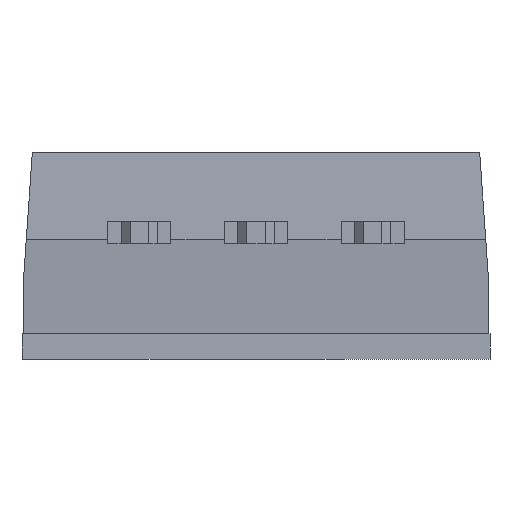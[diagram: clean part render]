
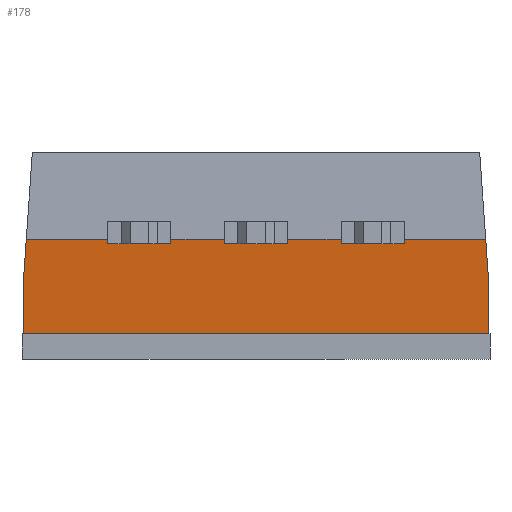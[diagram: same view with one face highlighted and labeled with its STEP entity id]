
A CAD part, front view. The second image highlights one B-rep face of the part: STEP entity #178.
In plain terms, the highlighted planar face has unit normal (0, -0.996, -0.087).
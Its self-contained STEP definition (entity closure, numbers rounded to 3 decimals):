
#178=ADVANCED_FACE('',(#359),#360,.T.);
#359=FACE_OUTER_BOUND('',#537,.T.);
#360=PLANE('',#538);
#537=EDGE_LOOP('',(#1026,#1027,#1028,#1029,#1030,#1031,#1032,#1033,#1034,#1035,#1036,#1037,#1038,#1039,#1040,#1041,#1042,#1043));
#538=AXIS2_PLACEMENT_3D('',#1044,#1045,#1046);
#1026=ORIENTED_EDGE('',*,*,#1124,.T.);
#1027=ORIENTED_EDGE('',*,*,#1169,.F.);
#1028=ORIENTED_EDGE('',*,*,#1184,.T.);
#1029=ORIENTED_EDGE('',*,*,#1171,.T.);
#1030=ORIENTED_EDGE('',*,*,#1188,.T.);
#1031=ORIENTED_EDGE('',*,*,#1165,.F.);
#1032=ORIENTED_EDGE('',*,*,#1238,.T.);
#1033=ORIENTED_EDGE('',*,*,#1224,.T.);
#1034=ORIENTED_EDGE('',*,*,#1219,.T.);
#1035=ORIENTED_EDGE('',*,*,#1161,.F.);
#1036=ORIENTED_EDGE('',*,*,#1297,.F.);
#1037=ORIENTED_EDGE('',*,*,#1292,.F.);
#1038=ORIENTED_EDGE('',*,*,#1273,.T.);
#1039=ORIENTED_EDGE('',*,*,#1298,.T.);
#1040=ORIENTED_EDGE('',*,*,#1299,.F.);
#1041=ORIENTED_EDGE('',*,*,#1157,.F.);
#1042=ORIENTED_EDGE('',*,*,#1119,.T.);
#1043=ORIENTED_EDGE('',*,*,#1106,.T.);
#1044=CARTESIAN_POINT('',(-5.0,3.512,1.34));
#1045=DIRECTION('',(0.,-0.996,-0.087));
#1046=DIRECTION('',(0.,0.087,-0.996));
#1106=EDGE_CURVE('',#1325,#1326,#1327,.T.);
#1119=EDGE_CURVE('',#1350,#1325,#1351,.T.);
#1124=EDGE_CURVE('',#1326,#1358,#1359,.T.);
#1157=EDGE_CURVE('',#1350,#1402,#1403,.T.);
#1161=EDGE_CURVE('',#1408,#1410,#1411,.T.);
#1165=EDGE_CURVE('',#1416,#1418,#1419,.T.);
#1169=EDGE_CURVE('',#1424,#1358,#1426,.T.);
#1171=EDGE_CURVE('',#1428,#1429,#1430,.T.);
#1184=EDGE_CURVE('',#1424,#1428,#1453,.T.);
#1188=EDGE_CURVE('',#1429,#1418,#1458,.T.);
#1219=EDGE_CURVE('',#1498,#1410,#1499,.T.);
#1224=EDGE_CURVE('',#1506,#1498,#1507,.T.);
#1238=EDGE_CURVE('',#1416,#1506,#1531,.T.);
#1273=EDGE_CURVE('',#1580,#1577,#1581,.T.);
#1292=EDGE_CURVE('',#1580,#1605,#1606,.T.);
#1297=EDGE_CURVE('',#1605,#1408,#1613,.T.);
#1298=EDGE_CURVE('',#1577,#1614,#1615,.T.);
#1299=EDGE_CURVE('',#1402,#1614,#1616,.T.);
#1325=VERTEX_POINT('',#1648);
#1326=VERTEX_POINT('',#1649);
#1327=LINE('',#1650,#1651);
#1350=VERTEX_POINT('',#1685);
#1351=LINE('',#1686,#1687);
#1358=VERTEX_POINT('',#1697);
#1359=LINE('',#1698,#1699);
#1402=VERTEX_POINT('',#1763);
#1403=LINE('',#1764,#1765);
#1408=VERTEX_POINT('',#1772);
#1410=VERTEX_POINT('',#1775);
#1411=LINE('',#1776,#1777);
#1416=VERTEX_POINT('',#1784);
#1418=VERTEX_POINT('',#1787);
#1419=LINE('',#1788,#1789);
#1424=VERTEX_POINT('',#1796);
#1426=LINE('',#1799,#1800);
#1428=VERTEX_POINT('',#1802);
#1429=VERTEX_POINT('',#1803);
#1430=LINE('',#1804,#1805);
#1453=LINE('',#1839,#1840);
#1458=LINE('',#1847,#1848);
#1498=VERTEX_POINT('',#1907);
#1499=LINE('',#1908,#1909);
#1506=VERTEX_POINT('',#1919);
#1507=LINE('',#1920,#1921);
#1531=LINE('',#1957,#1958);
#1577=VERTEX_POINT('',#2025);
#1580=VERTEX_POINT('',#2029);
#1581=LINE('',#2030,#2031);
#1605=VERTEX_POINT('',#2065);
#1606=LINE('',#2066,#2067);
#1613=LINE('',#2077,#2078);
#1614=VERTEX_POINT('',#2079);
#1615=LINE('',#2080,#2081);
#1616=LINE('',#2082,#2083);
#1648=CARTESIAN_POINT('',(3.19,3.412,2.48));
#1649=CARTESIAN_POINT('',(1.83,3.412,2.48));
#1650=CARTESIAN_POINT('',(-1.245,3.412,2.48));
#1651=VECTOR('',#2120,1.0);
#1685=CARTESIAN_POINT('',(3.19,3.403,2.58));
#1686=CARTESIAN_POINT('',(3.19,3.456,1.973));
#1687=VECTOR('',#2132,1.0);
#1697=CARTESIAN_POINT('',(1.83,3.403,2.58));
#1698=CARTESIAN_POINT('',(1.83,3.456,1.973));
#1699=VECTOR('',#2136,1.0);
#1763=CARTESIAN_POINT('',(4.938,3.403,2.58));
#1764=CARTESIAN_POINT('',(-5.0,3.403,2.58));
#1765=VECTOR('',#2158,1.0);
#1772=CARTESIAN_POINT('',(-4.938,3.403,2.58));
#1775=CARTESIAN_POINT('',(-3.19,3.403,2.58));
#1776=CARTESIAN_POINT('',(-5.0,3.403,2.58));
#1777=VECTOR('',#2162,1.0);
#1784=CARTESIAN_POINT('',(-1.83,3.403,2.58));
#1787=CARTESIAN_POINT('',(-0.68,3.403,2.58));
#1788=CARTESIAN_POINT('',(-5.0,3.403,2.58));
#1789=VECTOR('',#2166,1.0);
#1796=CARTESIAN_POINT('',(0.68,3.403,2.58));
#1799=CARTESIAN_POINT('',(-5.0,3.403,2.58));
#1800=VECTOR('',#2170,1.0);
#1802=CARTESIAN_POINT('',(0.68,3.412,2.48));
#1803=CARTESIAN_POINT('',(-0.68,3.412,2.48));
#1804=CARTESIAN_POINT('',(-2.5,3.412,2.48));
#1805=VECTOR('',#2171,1.0);
#1839=CARTESIAN_POINT('',(0.68,3.456,1.973));
#1840=VECTOR('',#2183,1.0);
#1847=CARTESIAN_POINT('',(-0.68,3.456,1.973));
#1848=VECTOR('',#2186,1.0);
#1907=CARTESIAN_POINT('',(-3.19,3.412,2.48));
#1908=CARTESIAN_POINT('',(-3.19,3.456,1.973));
#1909=VECTOR('',#2206,1.0);
#1919=CARTESIAN_POINT('',(-1.83,3.412,2.48));
#1920=CARTESIAN_POINT('',(-3.755,3.412,2.48));
#1921=VECTOR('',#2210,1.0);
#1957=CARTESIAN_POINT('',(-1.83,3.456,1.973));
#1958=VECTOR('',#2223,1.0);
#2025=CARTESIAN_POINT('',(5.0,3.581,0.55));
#2029=CARTESIAN_POINT('',(-5.0,3.581,0.55));
#2030=CARTESIAN_POINT('',(-2.5,3.581,0.55));
#2031=VECTOR('',#2249,1.0);
#2065=CARTESIAN_POINT('',(-5.0,3.481,1.694));
#2066=CARTESIAN_POINT('',(-5.0,3.62,0.1));
#2067=VECTOR('',#2263,1.0);
#2077=CARTESIAN_POINT('',(-5.009,3.492,1.564));
#2078=VECTOR('',#2267,1.0);
#2079=CARTESIAN_POINT('',(5.0,3.481,1.694));
#2080=CARTESIAN_POINT('',(5.0,3.62,0.1));
#2081=VECTOR('',#2268,1.0);
#2082=CARTESIAN_POINT('',(4.985,3.462,1.91));
#2083=VECTOR('',#2269,1.0);
#2120=DIRECTION('',(-1.0,0.,0.0));
#2132=DIRECTION('',(0.,0.087,-0.996));
#2136=DIRECTION('',(0.,-0.087,0.996));
#2158=DIRECTION('',(1.0,0.0,0.));
#2162=DIRECTION('',(1.0,0.0,0.));
#2166=DIRECTION('',(1.0,0.0,0.));
#2170=DIRECTION('',(1.0,0.0,0.));
#2171=DIRECTION('',(-1.0,0.,0.0));
#2183=DIRECTION('',(0.,0.087,-0.996));
#2186=DIRECTION('',(0.,-0.087,0.996));
#2206=DIRECTION('',(0.,-0.087,0.996));
#2210=DIRECTION('',(-1.0,0.,0.0));
#2223=DIRECTION('',(0.,0.087,-0.996));
#2249=DIRECTION('',(1.0,0.,0.0));
#2263=DIRECTION('',(0.,-0.087,0.996));
#2267=DIRECTION('',(0.069,-0.087,0.994));
#2268=DIRECTION('',(0.,-0.087,0.996));
#2269=DIRECTION('',(0.069,0.087,-0.994));
